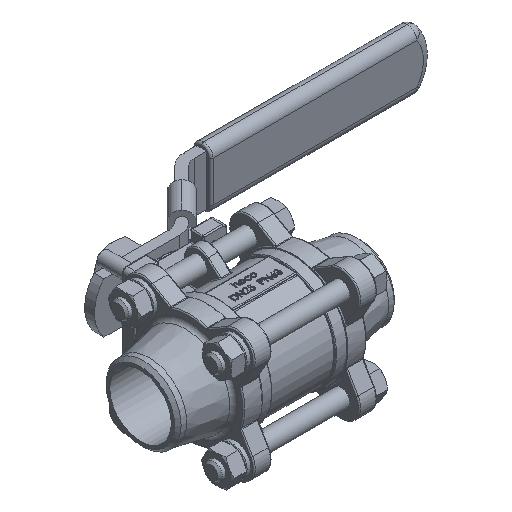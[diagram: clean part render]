
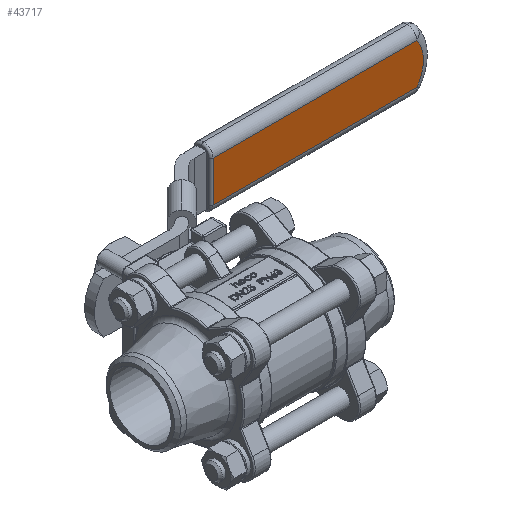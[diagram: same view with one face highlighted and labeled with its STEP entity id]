
A CAD part, isometric view. The second image highlights one B-rep face of the part: STEP entity #43717.
In plain terms, the highlighted planar face has unit normal (0, -1, 0).
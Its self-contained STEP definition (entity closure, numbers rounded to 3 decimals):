
#8871 = EDGE_LOOP ( 'NONE', ( #51348, #51349, #51350, #51351 ) ) ;
#17751 = CARTESIAN_POINT ( 'NONE',  ( 147.624, 71.95, -9.25 ) ) ;
#17753 = CARTESIAN_POINT ( 'NONE',  ( 147.624, 71.95, 9.25 ) ) ;
#17758 = CARTESIAN_POINT ( 'NONE',  ( 55., 71.95, 9.25 ) ) ;
#17759 = CARTESIAN_POINT ( 'NONE',  ( 55., 71.95, -9.25 ) ) ;
#30879 = PLANE ( 'NONE',  #31276 ) ;
#30895 = FACE_OUTER_BOUND ( 'NONE', #8871, .T. ) ;
#30905 = CARTESIAN_POINT ( 'NONE',  ( 155., 71.95, 116.857 ) ) ;
#30906 = DIRECTION ( 'NONE',  ( 0., 1., 0. ) ) ;
#30907 = DIRECTION ( 'NONE',  ( -1., 0., 0. ) ) ;
#31276 = AXIS2_PLACEMENT_3D ( 'NONE', #30905, #30906, #30907 ) ;
#33506 = VECTOR ( 'NONE', #49769, 1000. ) ;
#33510 = CIRCLE ( 'NONE', #33512, 15.25 ) ;
#33512 = AXIS2_PLACEMENT_3D ( 'NONE', #49766, #49767, #49768 ) ;
#33513 = VECTOR ( 'NONE', #49772, 1000. ) ;
#33514 = VECTOR ( 'NONE', #49775, 1000. ) ;
#42433 = VERTEX_POINT ( 'NONE', #17751 ) ;
#42437 = VERTEX_POINT ( 'NONE', #17753 ) ;
#42447 = VERTEX_POINT ( 'NONE', #17758 ) ;
#42449 = VERTEX_POINT ( 'NONE', #17759 ) ;
#43717 = ADVANCED_FACE ( 'NONE', ( #30895 ), #30879, .F. ) ;
#47059 = EDGE_CURVE ( 'NONE', #42433, #42437, #33510, .T. ) ;
#47060 = EDGE_CURVE ( 'NONE', #42437, #42447, #49765, .T. ) ;
#47061 = EDGE_CURVE ( 'NONE', #42447, #42449, #49770, .T. ) ;
#47062 = EDGE_CURVE ( 'NONE', #42449, #42433, #49773, .T. ) ;
#49760 = CARTESIAN_POINT ( 'NONE',  ( 155., 71.95, 9.25 ) ) ;
#49765 = LINE ( 'NONE', #49760, #33506 ) ;
#49766 = CARTESIAN_POINT ( 'NONE',  ( 135.5, 71.95, 0. ) ) ;
#49767 = DIRECTION ( 'NONE',  ( 0., -1., 0. ) ) ;
#49768 = DIRECTION ( 'NONE',  ( -1., 0., 0. ) ) ;
#49769 = DIRECTION ( 'NONE',  ( -1., 0., 0. ) ) ;
#49770 = LINE ( 'NONE', #49771, #33513 ) ;
#49771 = CARTESIAN_POINT ( 'NONE',  ( 55., 71.95, 116.857 ) ) ;
#49772 = DIRECTION ( 'NONE',  ( 0., 0., -1. ) ) ;
#49773 = LINE ( 'NONE', #49774, #33514 ) ;
#49774 = CARTESIAN_POINT ( 'NONE',  ( 149.571, 71.95, -9.25 ) ) ;
#49775 = DIRECTION ( 'NONE',  ( 1., 0., 0. ) ) ;
#51348 = ORIENTED_EDGE ( 'NONE', *, *, #47059, .T. ) ;
#51349 = ORIENTED_EDGE ( 'NONE', *, *, #47060, .T. ) ;
#51350 = ORIENTED_EDGE ( 'NONE', *, *, #47061, .T. ) ;
#51351 = ORIENTED_EDGE ( 'NONE', *, *, #47062, .T. ) ;
